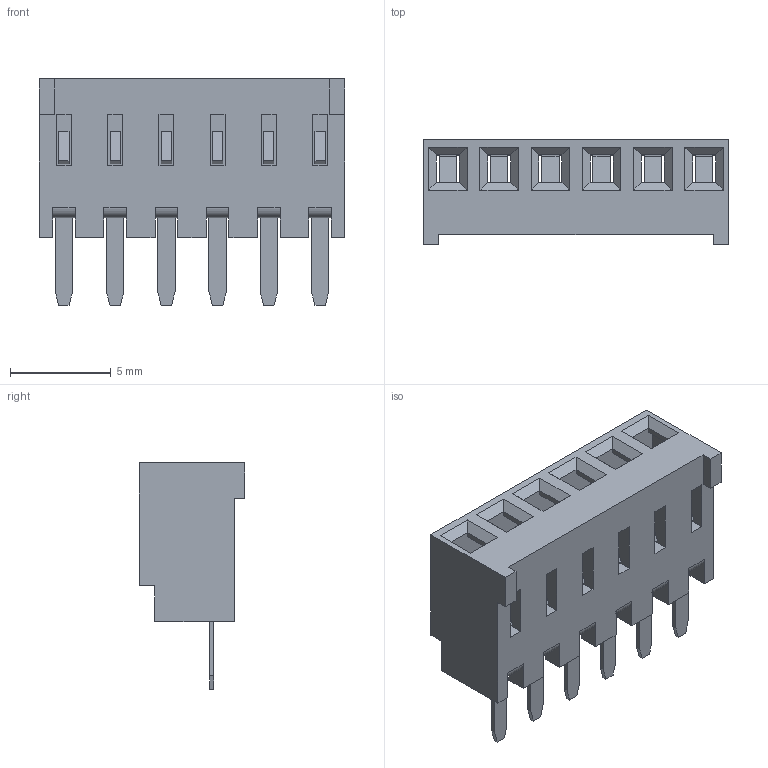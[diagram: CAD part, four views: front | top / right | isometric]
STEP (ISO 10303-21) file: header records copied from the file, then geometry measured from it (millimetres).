
FILE_DESCRIPTION((''),'2;1');
FILE_NAME('022027063','2014-10-13T',('me'),(''),'PRO/ENGINEER BY PARAMETRIC TECHNOLOGY CORPORATION, 2011490','PRO/ENGINEER BY PARAMETRIC TECHNOLOGY CORPORATION, 2011490','');
FILE_SCHEMA(('CONFIG_CONTROL_DESIGN'));
Length unit declared in the file: inch
Products named in the file (1): 022027063
Bounding box: 15.14 x 5.21 x 11.23 mm (x, y, z)
Volume: 230.3 mm3; surface area: 882.9 mm2
Topology: 1 solids, 1 shells, 266 faces, 748 edges, 490 vertices
Faces by surface type: plane 224, cylinder 42
Entity records: 8503 total; most frequent: CARTESIAN_POINT 1493, ORIENTED_EDGE 1472, DIRECTION 1378, EDGE_CURVE 736, VECTOR 652, LINE 652, VERTEX_POINT 478, AXIS2_PLACEMENT_3D 363
